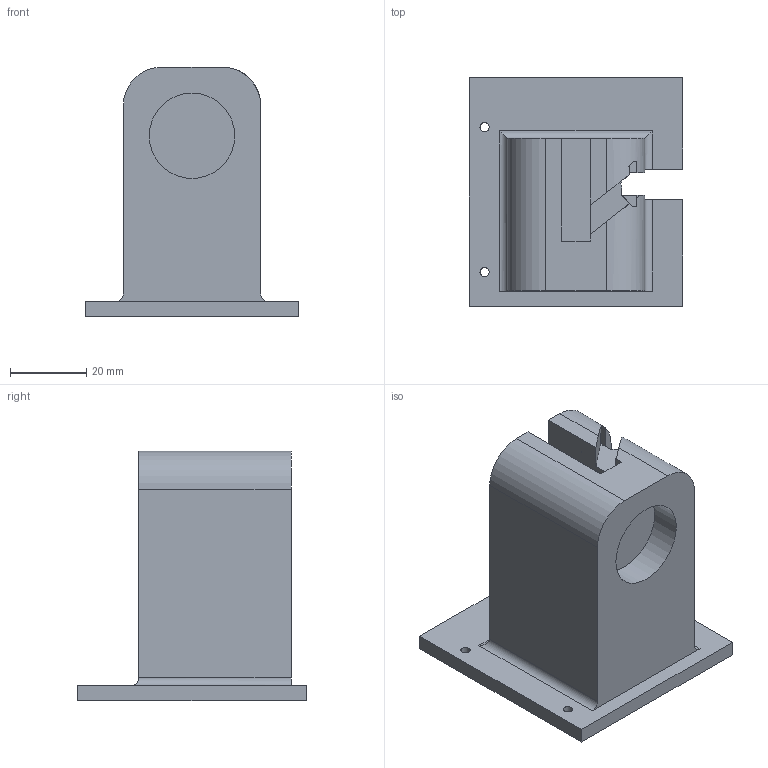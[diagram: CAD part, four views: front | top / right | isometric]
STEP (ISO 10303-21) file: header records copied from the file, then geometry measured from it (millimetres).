
FILE_DESCRIPTION(('FreeCAD Model'),'2;1');
FILE_NAME('Open CASCADE Shape Model','2022-06-23T20:48:36',('Author'),( ''),'Open CASCADE STEP processor 7.5','FreeCAD','Unknown');
FILE_SCHEMA(('AUTOMOTIVE_DESIGN { 1 0 10303 214 1 1 1 1 }'));
Length unit declared in the file: millimetre
Products named in the file (1): Joint 2 Vertical
Bounding box: 56 x 60 x 65.5 mm (x, y, z)
Volume: 65081.2 mm3; surface area: 22625.4 mm2
Topology: 1 solids, 1 shells, 77 faces, 210 edges, 140 vertices
Faces by surface type: plane 63, cylinder 14
Full cylindrical faces by diameter (mm): 2 x4, 2.4 x2, 22.4 x1
Entity records: 5165 total; most frequent: CARTESIAN_POINT 1074, DIRECTION 706, LINE 465, VECTOR 465, ORIENTED_EDGE 420, PCURVE 420, DEFINITIONAL_REPRESENTATION 420, EDGE_CURVE 210
